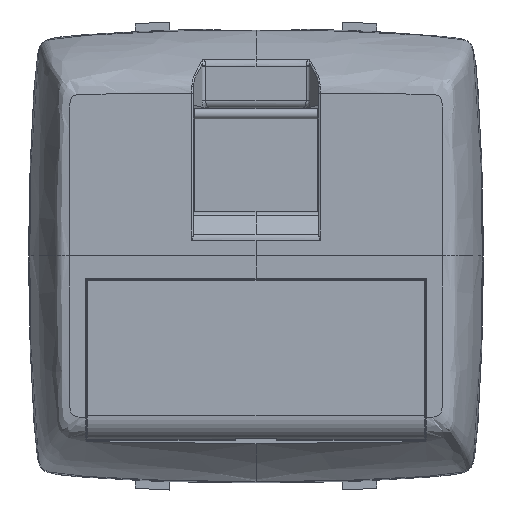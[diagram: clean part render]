
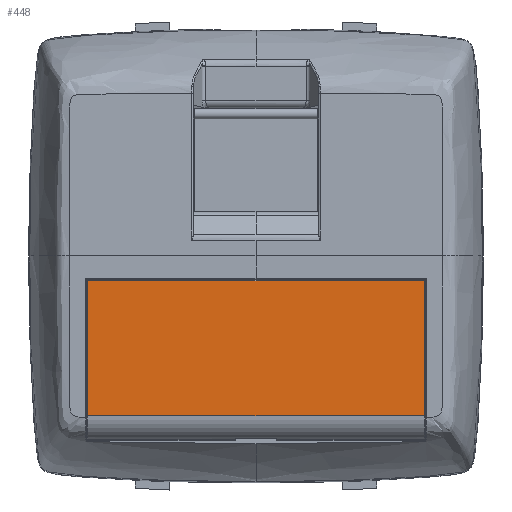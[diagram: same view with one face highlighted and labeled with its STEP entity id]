
A CAD part, top view. The second image highlights one B-rep face of the part: STEP entity #448.
In plain terms, the highlighted planar face has unit normal (0, 0, 1).
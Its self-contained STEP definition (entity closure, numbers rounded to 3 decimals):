
#430=AXIS2_PLACEMENT_3D('Plane Axis2P3D',#427,#428,#429) ;
#174=CARTESIAN_POINT('Vertex',(0.,-20.25,0.)) ;
#177=CARTESIAN_POINT('Line Origine',(-9.6,-20.25,0.)) ;
#181=CARTESIAN_POINT('Vertex',(-16.262,-20.25,0.)) ;
#360=CARTESIAN_POINT('Vertex',(-16.262,20.25,0.)) ;
#387=CARTESIAN_POINT('Line Origine',(-9.6,20.25,0.)) ;
#391=CARTESIAN_POINT('Vertex',(0.,20.25,0.)) ;
#427=CARTESIAN_POINT('Axis2P3D Location',(0.,0.,0.)) ;
#432=CARTESIAN_POINT('Line Origine',(0.,0.,0.)) ;
#437=CARTESIAN_POINT('Line Origine',(-16.262,0.,0.)) ;
#178=DIRECTION('Vector Direction',(-1.,0.,0.)) ;
#388=DIRECTION('Vector Direction',(1.,0.,0.)) ;
#428=DIRECTION('Axis2P3D Direction',(-0.,0.,-1.)) ;
#429=DIRECTION('Axis2P3D XDirection',(0.,-1.,0.)) ;
#433=DIRECTION('Vector Direction',(0.,-1.,0.)) ;
#438=DIRECTION('Vector Direction',(0.,-1.,0.)) ;
#179=VECTOR('Line Direction',#178,1.) ;
#389=VECTOR('Line Direction',#388,1.) ;
#434=VECTOR('Line Direction',#433,1.) ;
#439=VECTOR('Line Direction',#438,1.) ;
#443=ORIENTED_EDGE('',*,*,#183,.F.) ;
#444=ORIENTED_EDGE('',*,*,#436,.F.) ;
#445=ORIENTED_EDGE('',*,*,#393,.F.) ;
#446=ORIENTED_EDGE('',*,*,#441,.T.) ;
#448=ADVANCED_FACE('Corps principal ( *SOL2 - wsp *MASTER -  )',(#447),#431,.F.) ;
#183=EDGE_CURVE('',#175,#182,#180,.T.) ;
#393=EDGE_CURVE('',#361,#392,#390,.T.) ;
#436=EDGE_CURVE('',#392,#175,#435,.T.) ;
#441=EDGE_CURVE('',#361,#182,#440,.T.) ;
#442=EDGE_LOOP('',(#443,#444,#445,#446)) ;
#447=FACE_OUTER_BOUND('',#442,.T.) ;
#180=LINE('Line',#177,#179) ;
#390=LINE('Line',#387,#389) ;
#435=LINE('Line',#432,#434) ;
#440=LINE('Line',#437,#439) ;
#431=PLANE('',#430) ;
#175=VERTEX_POINT('',#174) ;
#182=VERTEX_POINT('',#181) ;
#361=VERTEX_POINT('',#360) ;
#392=VERTEX_POINT('',#391) ;
